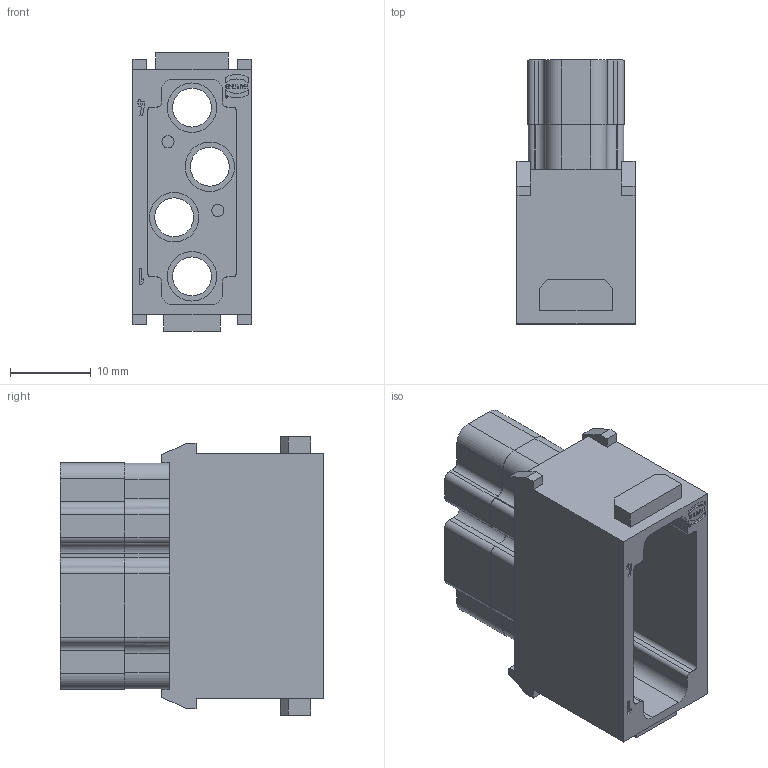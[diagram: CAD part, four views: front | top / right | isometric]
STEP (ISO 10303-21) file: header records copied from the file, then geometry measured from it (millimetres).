
FILE_DESCRIPTION(/* description */ (''),/* implementation_level */ '2;1');
FILE_NAME(/* name */ '100094935ugm000_b.stp',/* time_stamp */ '2017-11-03T15:02:40+01:00',/* author */ (''),/* organization */ (''),/* preprocessor_version */ 'ST-DEVELOPER v16',/* originating_system */ 'SIEMENS PLM Software NX 10.0',/* authorisation */ '');
FILE_SCHEMA (('AUTOMOTIVE_DESIGN { 1 0 10303 214 3 1 1 1 }'));
Length unit declared in the file: millimetre
Products named in the file (1): 100094935ugm000_b
Bounding box: 14.6 x 32.6 x 34.4 mm (x, y, z)
Volume: 5969.9 mm3; surface area: 6027.9 mm2
Topology: 1 solids, 1 shells, 334 faces, 893 edges, 599 vertices
Faces by surface type: plane 254, cylinder 80
Full cylindrical faces by diameter (mm): 0.274 x1, 0.302 x1, 1.5 x2, 4.8 x4, 5.4 x4, 6.1 x4
Entity records: 11098 total; most frequent: CARTESIAN_POINT 1873, ORIENTED_EDGE 1754, DIRECTION 1690, EDGE_CURVE 877, LINE 694, VECTOR 694, VERTEX_POINT 594, AXIS2_PLACEMENT_3D 498
